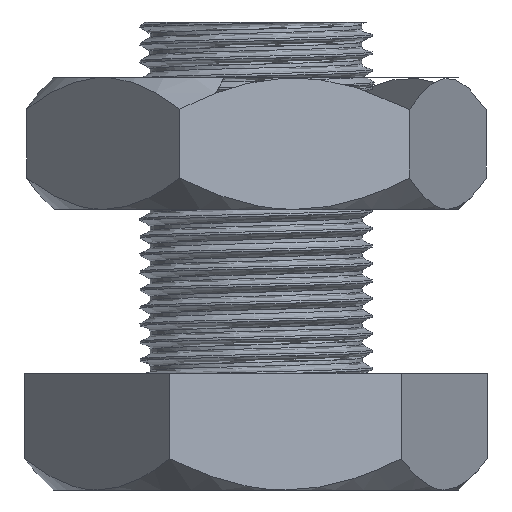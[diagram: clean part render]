
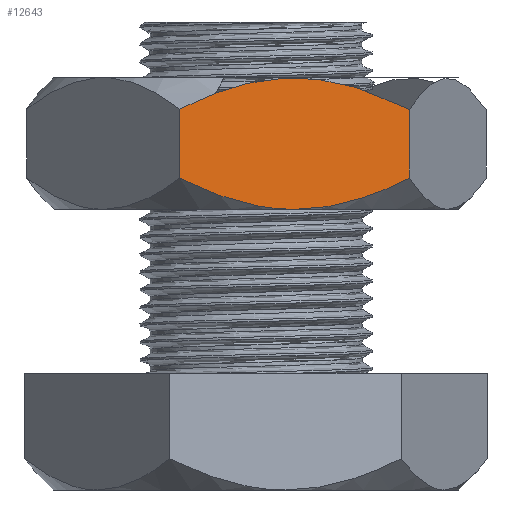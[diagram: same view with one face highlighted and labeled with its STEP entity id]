
A CAD part, front view. The second image highlights one B-rep face of the part: STEP entity #12643.
In plain terms, the highlighted free-form (B-spline) face has degree [1, 1] with [2, 2] control points.
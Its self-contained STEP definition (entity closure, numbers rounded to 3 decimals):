
#12396 = VERTEX_POINT('',#12397);
#12397 = CARTESIAN_POINT('',(12.396,-63.774,
    90.012));
#12460 = VERTEX_POINT('',#12461);
#12461 = CARTESIAN_POINT('',(-24.435,-70.856,
    122.216));
#12467 = EDGE_CURVE('',#12468,#12460,#12470,.T.);
#12468 = VERTEX_POINT('',#12469);
#12469 = CARTESIAN_POINT('',(49.226,-56.692,
    122.085));
#12470 = ( BOUNDED_CURVE() B_SPLINE_CURVE(2,(#12471,#12472,#12473),
.UNSPECIFIED.,.F.,.F.) B_SPLINE_CURVE_WITH_KNOTS((3,3),(1.504,
10.549),.PIECEWISE_BEZIER_KNOTS.) CURVE() 
GEOMETRIC_REPRESENTATION_ITEM() RATIONAL_B_SPLINE_CURVE((1.064,
1.229,1.065)) REPRESENTATION_ITEM('') );
#12471 = CARTESIAN_POINT('',(49.226,-56.692,
    122.085));
#12472 = CARTESIAN_POINT('',(12.364,-63.78,
    140.902));
#12473 = CARTESIAN_POINT('',(-24.435,-70.856,
    122.216));
#12613 = EDGE_CURVE('',#12468,#12614,#12616,.T.);
#12614 = VERTEX_POINT('',#12615);
#12615 = CARTESIAN_POINT('',(49.226,-56.692,
    100.062));
#12616 = B_SPLINE_CURVE_WITH_KNOTS('',1,(#12617,#12618),.UNSPECIFIED.,
  .F.,.F.,(2,2),(10.793,34.282),
  .PIECEWISE_BEZIER_KNOTS.);
#12617 = CARTESIAN_POINT('',(49.226,-56.692,
    122.085));
#12618 = CARTESIAN_POINT('',(49.226,-56.692,
    100.062));
#12643 = ADVANCED_FACE('',(#12644),#12667,.T.);
#12644 = FACE_BOUND('',#12645,.T.);
#12645 = EDGE_LOOP('',(#12646,#12647,#12654,#12660,#12666));
#12646 = ORIENTED_EDGE('',*,*,#12467,.T.);
#12647 = ORIENTED_EDGE('',*,*,#12648,.T.);
#12648 = EDGE_CURVE('',#12460,#12649,#12651,.T.);
#12649 = VERTEX_POINT('',#12650);
#12650 = CARTESIAN_POINT('',(-24.435,-70.856,
    100.062));
#12651 = B_SPLINE_CURVE_WITH_KNOTS('',1,(#12652,#12653),.UNSPECIFIED.,
  .F.,.F.,(2,2),(10.654,34.282),
  .PIECEWISE_BEZIER_KNOTS.);
#12652 = CARTESIAN_POINT('',(-24.435,-70.856,
    122.216));
#12653 = CARTESIAN_POINT('',(-24.435,-70.856,
    100.062));
#12654 = ORIENTED_EDGE('',*,*,#12655,.T.);
#12655 = EDGE_CURVE('',#12649,#12396,#12656,.T.);
#12656 = ( BOUNDED_CURVE() B_SPLINE_CURVE(2,(#12657,#12658,#12659),
.UNSPECIFIED.,.F.,.F.) B_SPLINE_CURVE_WITH_KNOTS((3,3),(1.614,
6.104),.PIECEWISE_BEZIER_KNOTS.) CURVE() 
GEOMETRIC_REPRESENTATION_ITEM() RATIONAL_B_SPLINE_CURVE((1.028,
1.052,1.)) REPRESENTATION_ITEM('') );
#12657 = CARTESIAN_POINT('',(-24.435,-70.856,
    100.062));
#12658 = CARTESIAN_POINT('',(-4.697,-67.06,
    90.012));
#12659 = CARTESIAN_POINT('',(12.396,-63.774,
    90.012));
#12660 = ORIENTED_EDGE('',*,*,#12661,.T.);
#12661 = EDGE_CURVE('',#12396,#12614,#12662,.T.);
#12662 = ( BOUNDED_CURVE() B_SPLINE_CURVE(2,(#12663,#12664,#12665),
.UNSPECIFIED.,.F.,.F.) B_SPLINE_CURVE_WITH_KNOTS((3,3),(6.104,
10.593),.PIECEWISE_BEZIER_KNOTS.) CURVE() 
GEOMETRIC_REPRESENTATION_ITEM() RATIONAL_B_SPLINE_CURVE((1.,
1.052,1.028)) REPRESENTATION_ITEM('') );
#12663 = CARTESIAN_POINT('',(12.396,-63.774,
    90.012));
#12664 = CARTESIAN_POINT('',(29.489,-60.487,
    90.012));
#12665 = CARTESIAN_POINT('',(49.226,-56.692,
    100.062));
#12666 = ORIENTED_EDGE('',*,*,#12613,.F.);
#12667 = B_SPLINE_SURFACE_WITH_KNOTS('',1,1,(
    (#12668,#12669)
    ,(#12670,#12671
    )),.UNSPECIFIED.,.F.,.F.,.F.,(2,2),(2,2),(0.,80.),(-9.275,45.)
  ,.PIECEWISE_BEZIER_KNOTS.);
#12668 = CARTESIAN_POINT('',(49.226,-56.692,
    140.902));
#12669 = CARTESIAN_POINT('',(49.226,-56.692,
    90.012));
#12670 = CARTESIAN_POINT('',(-24.435,-70.856,
    140.902));
#12671 = CARTESIAN_POINT('',(-24.435,-70.856,
    90.012));
